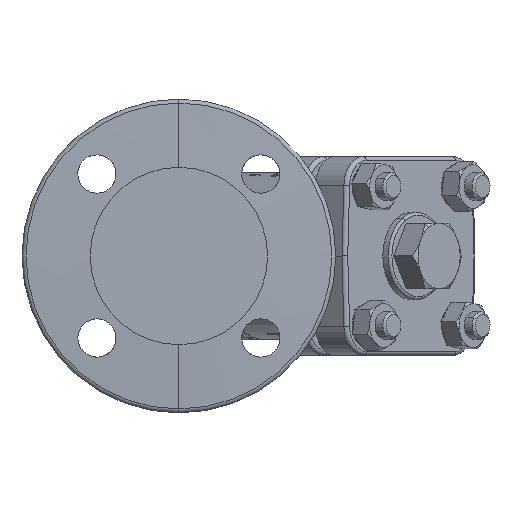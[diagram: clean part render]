
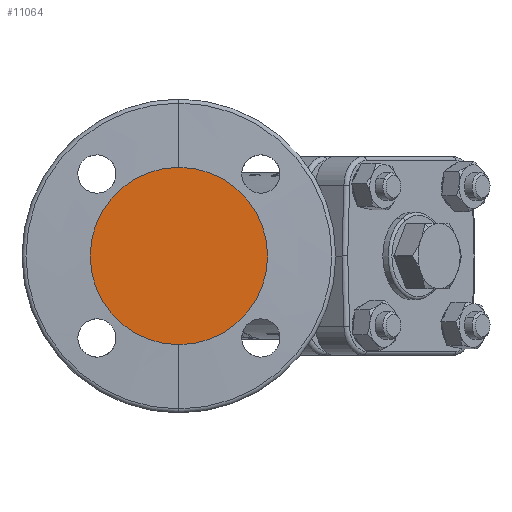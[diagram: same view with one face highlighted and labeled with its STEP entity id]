
A CAD part, left-side view. The second image highlights one B-rep face of the part: STEP entity #11064.
In plain terms, the highlighted planar face has unit normal (-1, 0, 0).
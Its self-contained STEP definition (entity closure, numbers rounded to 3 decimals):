
#68 = AXIS2_PLACEMENT_3D ( 'NONE', #24593, #19038, #13145 ) ;
#4558 = PLANE ( 'NONE',  #22400 ) ;
#4911 = CARTESIAN_POINT ( 'NONE',  ( -80., 0., 0. ) ) ;
#5397 = CARTESIAN_POINT ( 'NONE',  ( -80., 0., -32.5 ) ) ;
#7055 = DIRECTION ( 'NONE',  ( 0., 0., 1. ) ) ;
#7127 = EDGE_CURVE ( 'NONE', #10267, #32276, #7446, .T. ) ;
#7446 = CIRCLE ( 'NONE', #8584, 32.5 ) ;
#7625 = ORIENTED_EDGE ( 'NONE', *, *, #14441, .F. ) ;
#8584 = AXIS2_PLACEMENT_3D ( 'NONE', #23756, #26623, #34891 ) ;
#10267 = VERTEX_POINT ( 'NONE', #17812 ) ;
#11064 = ADVANCED_FACE ( 'NONE', ( #26591 ), #4558, .T. ) ;
#12611 = DIRECTION ( 'NONE',  ( -1., 0., 0. ) ) ;
#13145 = DIRECTION ( 'NONE',  ( 0., 0., -1. ) ) ;
#13399 = ORIENTED_EDGE ( 'NONE', *, *, #7127, .F. ) ;
#14441 = EDGE_CURVE ( 'NONE', #32276, #10267, #16656, .T. ) ;
#16656 = CIRCLE ( 'NONE', #68, 32.5 ) ;
#17812 = CARTESIAN_POINT ( 'NONE',  ( -80., 0., 32.5 ) ) ;
#18905 = EDGE_LOOP ( 'NONE', ( #7625, #13399 ) ) ;
#19038 = DIRECTION ( 'NONE',  ( 1., 0., 0. ) ) ;
#22400 = AXIS2_PLACEMENT_3D ( 'NONE', #4911, #12611, #7055 ) ;
#23756 = CARTESIAN_POINT ( 'NONE',  ( -80., 0., 0. ) ) ;
#24593 = CARTESIAN_POINT ( 'NONE',  ( -80., 0., 0. ) ) ;
#26591 = FACE_OUTER_BOUND ( 'NONE', #18905, .T. ) ;
#26623 = DIRECTION ( 'NONE',  ( 1., 0., 0. ) ) ;
#32276 = VERTEX_POINT ( 'NONE', #5397 ) ;
#34891 = DIRECTION ( 'NONE',  ( 0., 0., -1. ) ) ;
